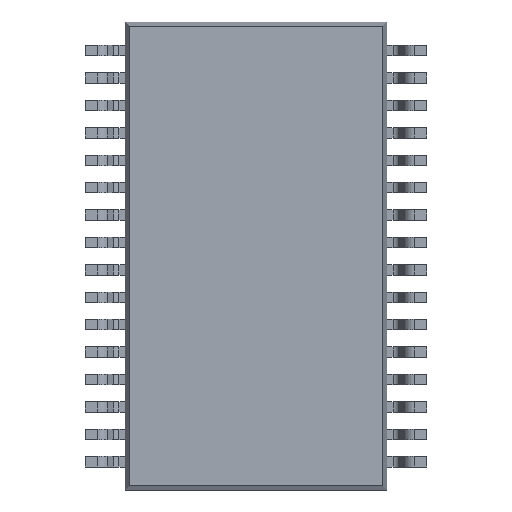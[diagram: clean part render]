
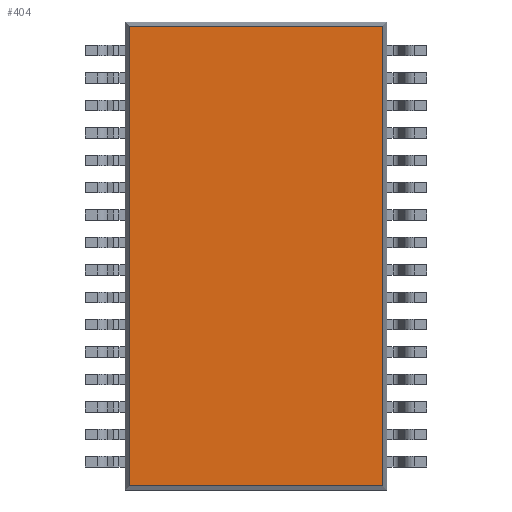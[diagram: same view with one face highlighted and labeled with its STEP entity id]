
A CAD part, front view. The second image highlights one B-rep face of the part: STEP entity #404.
In plain terms, the highlighted planar face has unit normal (0, -1, 0).
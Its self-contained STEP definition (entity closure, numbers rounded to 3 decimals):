
#2 = EDGE_CURVE ( 'NONE', #93, #1047, #1100, .T. ) ;
#36 = LINE ( 'NONE', #1291, #475 ) ;
#61 = CARTESIAN_POINT ( 'NONE',  ( 3.004, -0.5, 5.55 ) ) ;
#93 = VERTEX_POINT ( 'NONE', #348 ) ;
#120 = ORIENTED_EDGE ( 'NONE', *, *, #323, .F. ) ;
#147 = ORIENTED_EDGE ( 'NONE', *, *, #1078, .F. ) ;
#237 = DIRECTION ( 'NONE',  ( 1., 0., 0. ) ) ;
#277 = DIRECTION ( 'NONE',  ( 0., 1., 0. ) ) ;
#323 = EDGE_CURVE ( 'NONE', #1156, #687, #1219, .T. ) ;
#348 = CARTESIAN_POINT ( 'NONE',  ( -3.004, -0.5, 5.454 ) ) ;
#404 = ADVANCED_FACE ( 'NONE', ( #666 ), #1277, .F. ) ;
#419 = DIRECTION ( 'NONE',  ( 0., 0., -1. ) ) ;
#475 = VECTOR ( 'NONE', #1165, 1000. ) ;
#508 = DIRECTION ( 'NONE',  ( -1., 0., 0. ) ) ;
#541 = ORIENTED_EDGE ( 'NONE', *, *, #1286, .F. ) ;
#666 = FACE_OUTER_BOUND ( 'NONE', #1577, .T. ) ;
#672 = LINE ( 'NONE', #61, #978 ) ;
#687 = VERTEX_POINT ( 'NONE', #1495 ) ;
#978 = VECTOR ( 'NONE', #419, 1000. ) ;
#1047 = VERTEX_POINT ( 'NONE', #1126 ) ;
#1078 = EDGE_CURVE ( 'NONE', #1047, #1156, #672, .T. ) ;
#1100 = LINE ( 'NONE', #1363, #1399 ) ;
#1126 = CARTESIAN_POINT ( 'NONE',  ( 3.004, -0.5, 5.454 ) ) ;
#1144 = VECTOR ( 'NONE', #508, 1000. ) ;
#1156 = VERTEX_POINT ( 'NONE', #1327 ) ;
#1165 = DIRECTION ( 'NONE',  ( 0., 0., 1. ) ) ;
#1219 = LINE ( 'NONE', #1401, #1144 ) ;
#1277 = PLANE ( 'NONE',  #1292 ) ;
#1283 = CARTESIAN_POINT ( 'NONE',  ( -3.1, -0.5, 5.55 ) ) ;
#1286 = EDGE_CURVE ( 'NONE', #687, #93, #36, .T. ) ;
#1291 = CARTESIAN_POINT ( 'NONE',  ( -3.004, -0.5, 5.55 ) ) ;
#1292 = AXIS2_PLACEMENT_3D ( 'NONE', #1283, #277, #1531 ) ;
#1327 = CARTESIAN_POINT ( 'NONE',  ( 3.004, -0.5, -5.454 ) ) ;
#1363 = CARTESIAN_POINT ( 'NONE',  ( -3.1, -0.5, 5.454 ) ) ;
#1396 = ORIENTED_EDGE ( 'NONE', *, *, #2, .F. ) ;
#1399 = VECTOR ( 'NONE', #237, 1000. ) ;
#1401 = CARTESIAN_POINT ( 'NONE',  ( -3.1, -0.5, -5.454 ) ) ;
#1495 = CARTESIAN_POINT ( 'NONE',  ( -3.004, -0.5, -5.454 ) ) ;
#1531 = DIRECTION ( 'NONE',  ( 0., 0., 1. ) ) ;
#1577 = EDGE_LOOP ( 'NONE', ( #147, #1396, #541, #120 ) ) ;
